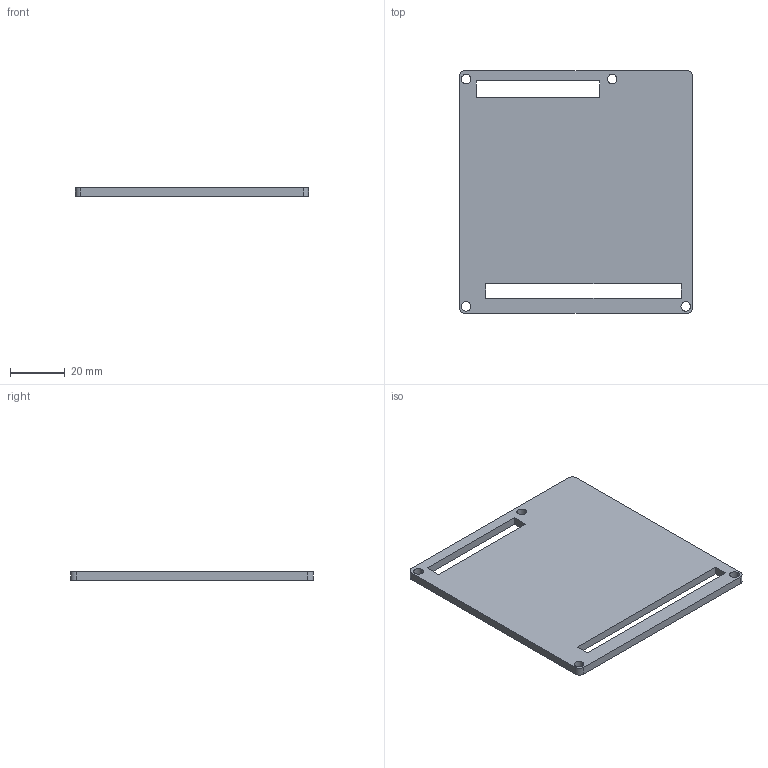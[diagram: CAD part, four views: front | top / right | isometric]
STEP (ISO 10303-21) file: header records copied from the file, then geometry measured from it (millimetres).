
FILE_DESCRIPTION (( 'STEP AP214' ), '1' );
FILE_NAME ('WrooverKit3.STEP', '2018-09-09T22:22:07', ( '' ), ( '' ), 'SwSTEP 2.0', 'SolidWorks 2016', '' );
FILE_SCHEMA (( 'AUTOMOTIVE_DESIGN' ));
Length unit declared in the file: millimetre
Products named in the file (1): WrooverKit3
Bounding box: 85.2 x 88.81 x 3 mm (x, y, z)
Volume: 20632.5 mm3; surface area: 15770 mm2
Topology: 1 solids, 1 shells, 177 faces, 474 edges, 316 vertices
Faces by surface type: plane 89, bspline 76, cylinder 12
Entity records: 9130 total; most frequent: CARTESIAN_POINT 5140, ORIENTED_EDGE 948, DIRECTION 550, EDGE_CURVE 474, VERTEX_POINT 316, VECTOR 298, LINE 298, EDGE_LOOP 206
